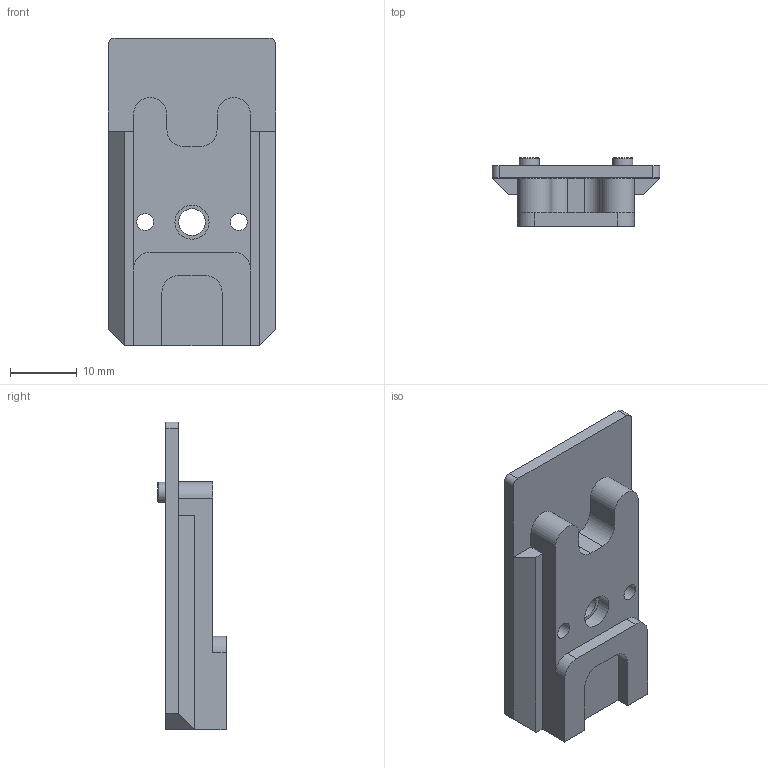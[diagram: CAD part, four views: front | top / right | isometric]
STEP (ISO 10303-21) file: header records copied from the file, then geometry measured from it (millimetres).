
FILE_DESCRIPTION(/* description */ (''),/* implementation_level */ '2;1');
FILE_NAME(/* name */ 'Support point rouge Sig X-five.stp',/* time_stamp */ '2020-03-28T13:18:14+01:00',/* author */ ('Valerick'),/* organization */ (''),/* preprocessor_version */ 'ST-DEVELOPER v16.13',/* originating_system */ 'Autodesk Inventor 2018',/* authorisation */ '');
FILE_SCHEMA (('AUTOMOTIVE_DESIGN { 1 0 10303 214 3 1 1 }'));
Length unit declared in the file: millimetre
Products named in the file (1): Support point rouge Sig X-five
Bounding box: 25 x 10.2 x 46 mm (x, y, z)
Volume: 5625.4 mm3; surface area: 3447.7 mm2
Topology: 1 solids, 1 shells, 49 faces, 125 edges, 82 vertices
Faces by surface type: plane 30, cylinder 17, cone 2
Full cylindrical faces by diameter (mm): 2.5 x2, 3 x2, 4 x1, 5.1 x1, 7 x1
Entity records: 1489 total; most frequent: DIRECTION 252, CARTESIAN_POINT 248, ORIENTED_EDGE 232, EDGE_CURVE 116, AXIS2_PLACEMENT_3D 86, VERTEX_POINT 82, LINE 80, VECTOR 80
